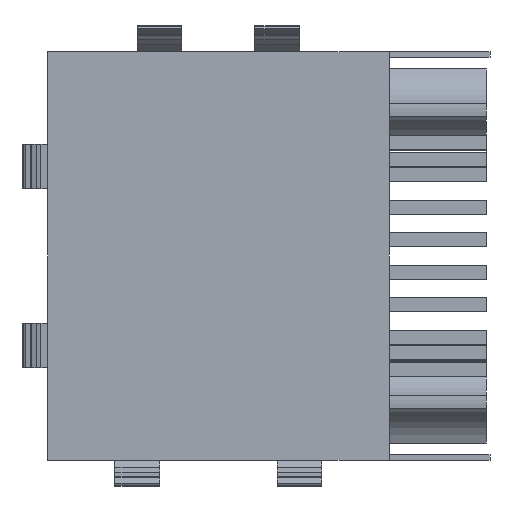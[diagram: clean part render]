
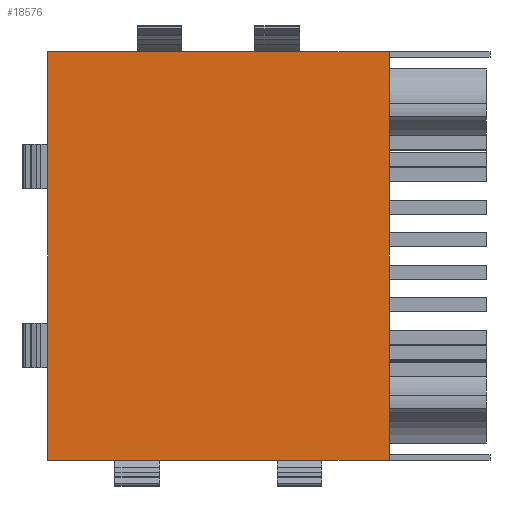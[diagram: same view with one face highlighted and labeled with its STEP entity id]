
A CAD part, left-side view. The second image highlights one B-rep face of the part: STEP entity #18576.
In plain terms, the highlighted planar face has unit normal (-1, 0, 0).
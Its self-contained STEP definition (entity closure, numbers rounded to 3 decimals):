
#241 = VECTOR ( 'NONE', #14498, 1000. ) ;
#826 = DIRECTION ( 'NONE',  ( 0., 0., -1. ) ) ;
#1304 = LINE ( 'NONE', #2521, #20218 ) ;
#1735 = EDGE_CURVE ( 'NONE', #3080, #20444, #1304, .T. ) ;
#1972 = CARTESIAN_POINT ( 'NONE',  ( -10.65, 13.35, 8. ) ) ;
#2336 = LINE ( 'NONE', #12804, #241 ) ;
#2514 = ORIENTED_EDGE ( 'NONE', *, *, #17356, .F. ) ;
#2521 = CARTESIAN_POINT ( 'NONE',  ( -10.65, 0., -8. ) ) ;
#3080 = VERTEX_POINT ( 'NONE', #10789 ) ;
#3854 = ORIENTED_EDGE ( 'NONE', *, *, #11234, .F. ) ;
#3857 = PLANE ( 'NONE',  #10149 ) ;
#4108 = LINE ( 'NONE', #18265, #4281 ) ;
#4281 = VECTOR ( 'NONE', #16402, 1000. ) ;
#4357 = VECTOR ( 'NONE', #13504, 1000. ) ;
#4392 = DIRECTION ( 'NONE',  ( 1., 0., 0. ) ) ;
#8507 = LINE ( 'NONE', #16768, #4357 ) ;
#9913 = ORIENTED_EDGE ( 'NONE', *, *, #15522, .T. ) ;
#10149 = AXIS2_PLACEMENT_3D ( 'NONE', #18340, #4392, #826 ) ;
#10789 = CARTESIAN_POINT ( 'NONE',  ( -10.65, 0., -8. ) ) ;
#11234 = EDGE_CURVE ( 'NONE', #18515, #18245, #4108, .T. ) ;
#12516 = ORIENTED_EDGE ( 'NONE', *, *, #1735, .T. ) ;
#12804 = CARTESIAN_POINT ( 'NONE',  ( -10.65, 13.35, -8. ) ) ;
#12879 = DIRECTION ( 'NONE',  ( 0., 0., 1. ) ) ;
#13130 = EDGE_LOOP ( 'NONE', ( #12516, #2514, #3854, #9913 ) ) ;
#13504 = DIRECTION ( 'NONE',  ( 0., -1., 0. ) ) ;
#13996 = CARTESIAN_POINT ( 'NONE',  ( -10.65, 13.35, -8. ) ) ;
#14498 = DIRECTION ( 'NONE',  ( 0., -1., 0. ) ) ;
#15522 = EDGE_CURVE ( 'NONE', #18515, #3080, #2336, .T. ) ;
#16402 = DIRECTION ( 'NONE',  ( 0., 0., 1. ) ) ;
#16768 = CARTESIAN_POINT ( 'NONE',  ( -10.65, 13.35, 8. ) ) ;
#17356 = EDGE_CURVE ( 'NONE', #18245, #20444, #8507, .T. ) ;
#18245 = VERTEX_POINT ( 'NONE', #1972 ) ;
#18265 = CARTESIAN_POINT ( 'NONE',  ( -10.65, 13.35, -8. ) ) ;
#18340 = CARTESIAN_POINT ( 'NONE',  ( -10.65, 13.35, -8. ) ) ;
#18515 = VERTEX_POINT ( 'NONE', #13996 ) ;
#18576 = ADVANCED_FACE ( 'NONE', ( #19269 ), #3857, .F. ) ;
#19269 = FACE_OUTER_BOUND ( 'NONE', #13130, .T. ) ;
#19326 = CARTESIAN_POINT ( 'NONE',  ( -10.65, 0., 8. ) ) ;
#20218 = VECTOR ( 'NONE', #12879, 1000. ) ;
#20444 = VERTEX_POINT ( 'NONE', #19326 ) ;
